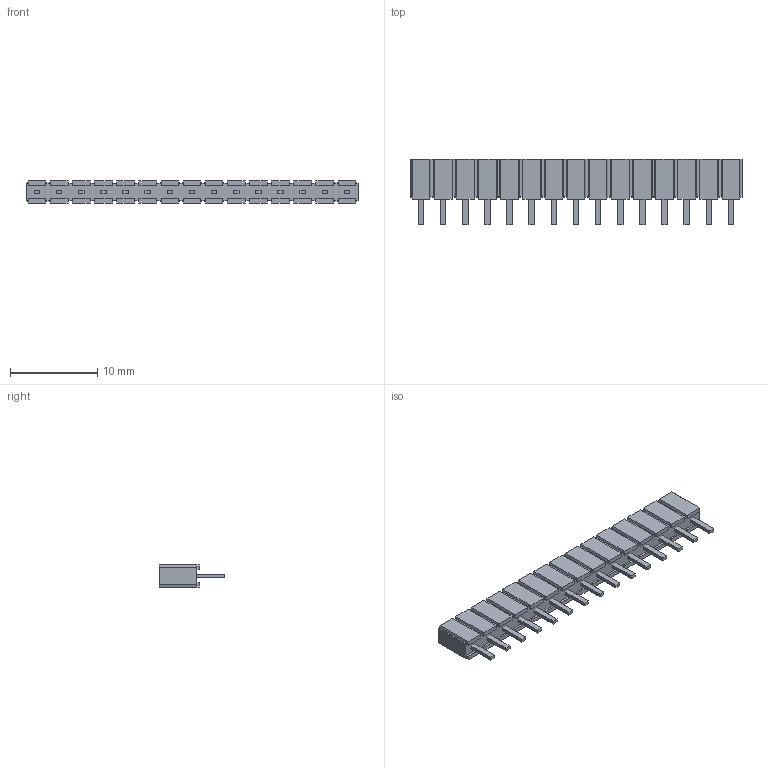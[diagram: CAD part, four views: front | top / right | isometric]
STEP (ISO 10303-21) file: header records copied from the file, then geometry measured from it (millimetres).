
FILE_DESCRIPTION( ( 'STEP AP214' ), '1' );
FILE_NAME( 'SLW-115-01-G-S.stp', '2019-08-30T18:40:28', ( '' ), ( '' ), ' ', 'PARTsolutions', ' ' );
FILE_SCHEMA( ( 'AUTOMOTIVE_DESIGN { 1 0 10303 214 1 1 1 1 }' ) );
Length unit declared in the file: inch
Products named in the file (3): SLW-115-01-G-S; _SLW-115-01-S_socket; _C-28-01-15-S
Assembly tree (2 placements, depth 2):
  SLW-115-01-G-S
    _SLW-115-01-S_socket
    _C-28-01-15-S
Bounding box: 38.1 x 7.49 x 2.54 mm (x, y, z)
Volume: 564.6 mm3; surface area: 1433 mm2
Topology: 2 solids, 2 shells, 477 faces, 1224 edges, 796 vertices
Faces by surface type: plane 477
Entity records: 17948 total; most frequent: CARTESIAN_POINT 2500, ORIENTED_EDGE 2448, DIRECTION 2184, EDGE_CURVE 1224, LINE 1224, VECTOR 1224, VERTEX_POINT 796, EDGE_LOOP 522
